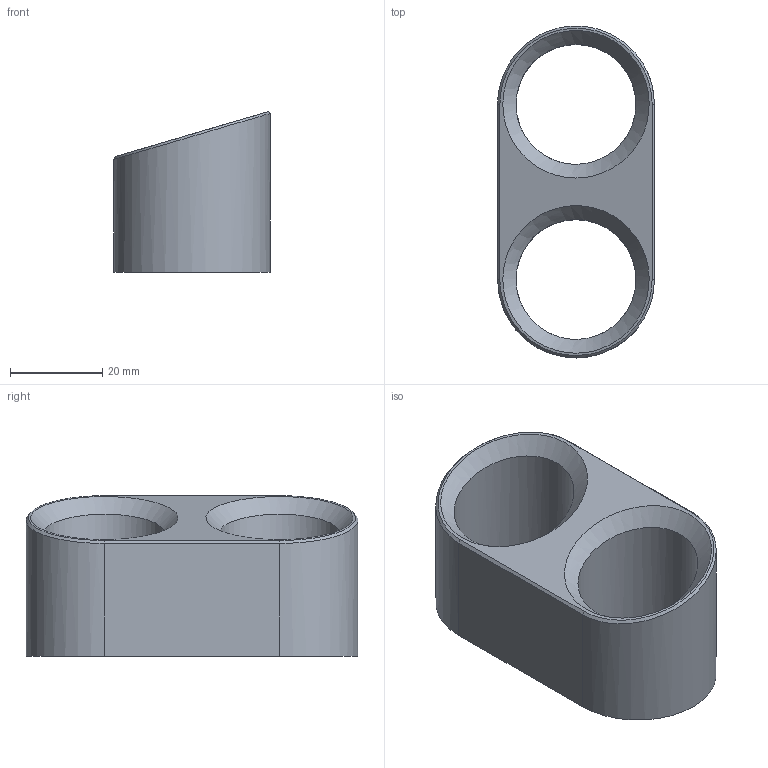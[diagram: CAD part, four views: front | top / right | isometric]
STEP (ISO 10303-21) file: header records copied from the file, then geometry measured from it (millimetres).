
FILE_DESCRIPTION(/* description */ (''),/* implementation_level */ '2;1');
FILE_NAME(/* name */ 'Chicane v2.step',/* time_stamp */ '2021-12-01T22:37:10+01:00',/* author */ (''),/* organization */ (''),/* preprocessor_version */ 'ST-DEVELOPER v18.1',/* originating_system */ 'Autodesk Translation Framework v10.10.0.1391',/* authorisation */ '');
FILE_SCHEMA (('AUTOMOTIVE_DESIGN { 1 0 10303 214 3 1 1 }'));
Length unit declared in the file: millimetre
Products named in the file (1): Chicane
Bounding box: 34 x 72 x 34.86 mm (x, y, z)
Volume: 33330.2 mm3; surface area: 12380.5 mm2
Topology: 1 solids, 1 shells, 14 faces, 30 edges, 18 vertices
Faces by surface type: plane 6, bspline 4, cylinder 4
Full cylindrical faces by diameter (mm): 26 x2
Entity records: 695 total; most frequent: CARTESIAN_POINT 375, ORIENTED_EDGE 60, DIRECTION 48, EDGE_CURVE 30, EDGE_LOOP 18, LINE 18, VECTOR 18, VERTEX_POINT 18
